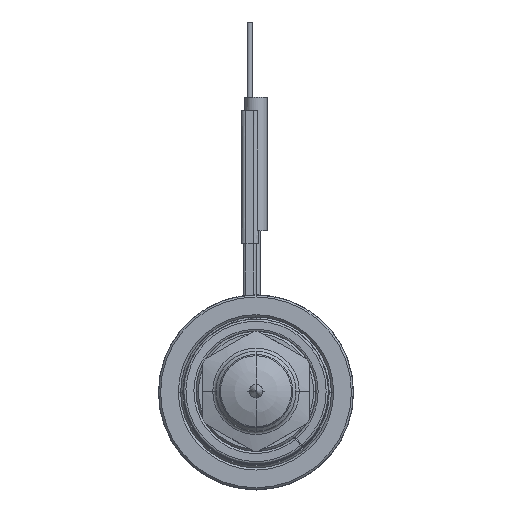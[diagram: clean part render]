
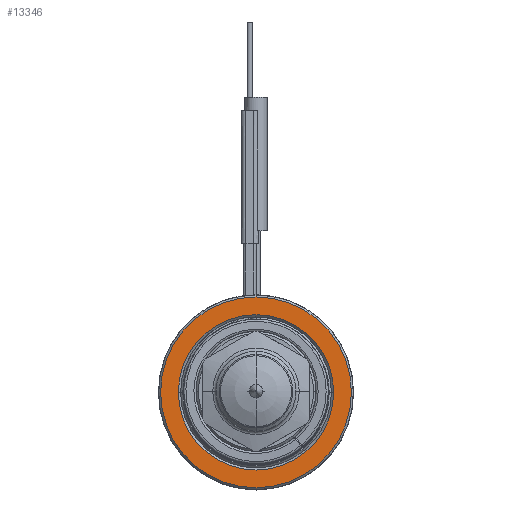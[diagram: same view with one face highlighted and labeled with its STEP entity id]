
A CAD part, top view. The second image highlights one B-rep face of the part: STEP entity #13346.
In plain terms, the highlighted planar face has unit normal (0, 0, 1).
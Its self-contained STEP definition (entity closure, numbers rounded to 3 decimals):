
#3948=CARTESIAN_POINT('',(0.,0.,40.));
#3949=DIRECTION('',(0.,0.,-1.));
#3950=DIRECTION('',(-1.,0.,0.));
#3951=AXIS2_PLACEMENT_3D('',#3948,#3949,#3950);
#3962=CARTESIAN_POINT('',(0.,0.,
40.));
#3963=DIRECTION('',(0.,0.,-1.));
#3964=DIRECTION('',(1.,0.,0.));
#3965=AXIS2_PLACEMENT_3D('',#3962,#3963,#3964);
#3976=CARTESIAN_POINT('',(0.,0.,
40.));
#3977=DIRECTION('',(0.,0.,-1.));
#3978=DIRECTION('',(1.,0.,0.));
#3979=AXIS2_PLACEMENT_3D('',#3976,#3977,#3978);
#3990=CARTESIAN_POINT('',(0.,0.,
40.));
#3991=DIRECTION('',(0.,0.,-1.));
#3992=DIRECTION('',(-1.,0.,0.));
#3993=AXIS2_PLACEMENT_3D('',#3990,#3991,#3992);
#8030=CARTESIAN_POINT('',(21.5,0.,40.));
#8031=CARTESIAN_POINT('',(-21.5,0.,40.));
#8032=VERTEX_POINT('',#8030);
#8033=VERTEX_POINT('',#8031);
#8034=CARTESIAN_POINT('',(17.5,0.,40.));
#8035=CARTESIAN_POINT('',(-17.5,0.,40.));
#8036=VERTEX_POINT('',#8034);
#8037=VERTEX_POINT('',#8035);
#13331=CARTESIAN_POINT('',(0.,0.,40.));
#13332=DIRECTION('',(0.,0.,1.));
#13333=DIRECTION('',(-1.,0.,0.));
#13334=AXIS2_PLACEMENT_3D('',#13331,#13332,#13333);
#13335=PLANE('',#13334);
#13336=ORIENTED_EDGE('',*,*,#13313,.T.);
#13337=ORIENTED_EDGE('',*,*,#13298,.T.);
#13338=EDGE_LOOP('',(#13336,#13337));
#13339=FACE_OUTER_BOUND('',#13338,.F.);
#13341=ORIENTED_EDGE('',*,*,#13340,.F.);
#13343=ORIENTED_EDGE('',*,*,#13342,.F.);
#13344=EDGE_LOOP('',(#13341,#13343));
#13345=FACE_BOUND('',#13344,.F.);
#3952=CIRCLE('',#3951,21.5);
#3966=CIRCLE('',#3965,21.5);
#3980=CIRCLE('',#3979,17.5);
#3994=CIRCLE('',#3993,17.5);
#13298=EDGE_CURVE('',#8033,#8032,#3952,.T.);
#13313=EDGE_CURVE('',#8032,#8033,#3966,.T.);
#13340=EDGE_CURVE('',#8036,#8037,#3980,.T.);
#13342=EDGE_CURVE('',#8037,#8036,#3994,.T.);
#13346=ADVANCED_FACE('',(#13339,#13345),#13335,.T.);
